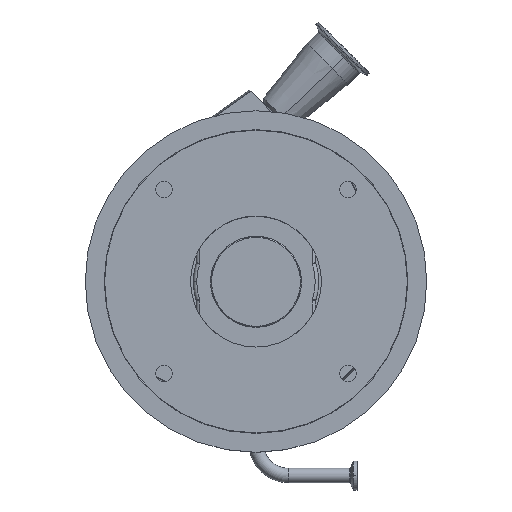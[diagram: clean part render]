
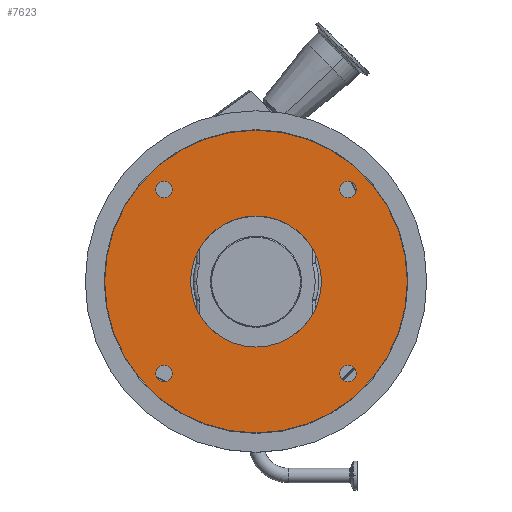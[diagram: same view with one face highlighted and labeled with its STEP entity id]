
A CAD part, top view. The second image highlights one B-rep face of the part: STEP entity #7623.
In plain terms, the highlighted planar face has unit normal (0, 0, 1).
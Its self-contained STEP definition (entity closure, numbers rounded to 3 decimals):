
#173 = CARTESIAN_POINT ( 'NONE',  ( -80.822, -80.822, -9. ) ) ;
#196 = CARTESIAN_POINT ( 'NONE',  ( -88.072, -80.822, -9. ) ) ;
#268 = CARTESIAN_POINT ( 'NONE',  ( -132.95, 0., -9. ) ) ;
#332 = VERTEX_POINT ( 'NONE', #11462 ) ;
#364 = EDGE_LOOP ( 'NONE', ( #6652, #10332 ) ) ;
#458 = CARTESIAN_POINT ( 'NONE',  ( -80.822, 80.822, -9. ) ) ;
#578 = VERTEX_POINT ( 'NONE', #10221 ) ;
#766 = CARTESIAN_POINT ( 'NONE',  ( 132.95, 0., -9. ) ) ;
#939 = ORIENTED_EDGE ( 'NONE', *, *, #12568, .T. ) ;
#1021 = CARTESIAN_POINT ( 'NONE',  ( -57.5, 0., -9. ) ) ;
#1040 = EDGE_CURVE ( 'NONE', #5846, #7866, #1454, .T. ) ;
#1068 = EDGE_CURVE ( 'NONE', #7866, #5846, #10099, .T. ) ;
#1253 = CIRCLE ( 'NONE', #9687, 7.25 ) ;
#1404 = CARTESIAN_POINT ( 'NONE',  ( 0., 0., -9. ) ) ;
#1408 = CARTESIAN_POINT ( 'NONE',  ( -73.572, 80.822, -9. ) ) ;
#1412 = DIRECTION ( 'NONE',  ( 0., 0., 1. ) ) ;
#1454 = CIRCLE ( 'NONE', #12265, 7.25 ) ;
#1466 = DIRECTION ( 'NONE',  ( 0., 0., 1. ) ) ;
#1477 = CARTESIAN_POINT ( 'NONE',  ( 80.822, 80.822, -9. ) ) ;
#1479 = VERTEX_POINT ( 'NONE', #2169 ) ;
#2059 = VERTEX_POINT ( 'NONE', #7328 ) ;
#2073 = EDGE_CURVE ( 'NONE', #2059, #10380, #5173, .T. ) ;
#2121 = EDGE_CURVE ( 'NONE', #578, #5033, #12079, .T. ) ;
#2151 = EDGE_LOOP ( 'NONE', ( #4490, #9634 ) ) ;
#2169 = CARTESIAN_POINT ( 'NONE',  ( 88.072, -80.822, -9. ) ) ;
#2342 = AXIS2_PLACEMENT_3D ( 'NONE', #7707, #10760, #11923 ) ;
#2486 = DIRECTION ( 'NONE',  ( 1., 0., 0. ) ) ;
#2609 = FACE_OUTER_BOUND ( 'NONE', #7363, .T. ) ;
#2615 = AXIS2_PLACEMENT_3D ( 'NONE', #9714, #2670, #6654 ) ;
#2670 = DIRECTION ( 'NONE',  ( 0., 0., 1. ) ) ;
#2728 = DIRECTION ( 'NONE',  ( 1., 0., 0. ) ) ;
#2790 = AXIS2_PLACEMENT_3D ( 'NONE', #6632, #4618, #3518 ) ;
#3163 = EDGE_CURVE ( 'NONE', #5033, #578, #1253, .T. ) ;
#3166 = CARTESIAN_POINT ( 'NONE',  ( 73.572, -80.822, -9. ) ) ;
#3295 = AXIS2_PLACEMENT_3D ( 'NONE', #6727, #11313, #4951 ) ;
#3357 = DIRECTION ( 'NONE',  ( 1., 0., 0. ) ) ;
#3416 = DIRECTION ( 'NONE',  ( 0., 0., 1. ) ) ;
#3454 = ORIENTED_EDGE ( 'NONE', *, *, #4998, .F. ) ;
#3518 = DIRECTION ( 'NONE',  ( 1., 0., 0. ) ) ;
#3557 = DIRECTION ( 'NONE',  ( 1., 0., 0. ) ) ;
#3620 = FACE_BOUND ( 'NONE', #11066, .T. ) ;
#3733 = CARTESIAN_POINT ( 'NONE',  ( 0., 0., -9. ) ) ;
#4070 = VERTEX_POINT ( 'NONE', #3166 ) ;
#4484 = CIRCLE ( 'NONE', #7940, 57.5 ) ;
#4490 = ORIENTED_EDGE ( 'NONE', *, *, #2073, .F. ) ;
#4592 = PLANE ( 'NONE',  #11194 ) ;
#4618 = DIRECTION ( 'NONE',  ( 0., 0., 1. ) ) ;
#4834 = DIRECTION ( 'NONE',  ( 0., 0., 1. ) ) ;
#4951 = DIRECTION ( 'NONE',  ( 1., 0., 0. ) ) ;
#4980 = VERTEX_POINT ( 'NONE', #268 ) ;
#4998 = EDGE_CURVE ( 'NONE', #8143, #332, #6381, .T. ) ;
#5033 = VERTEX_POINT ( 'NONE', #196 ) ;
#5173 = CIRCLE ( 'NONE', #2790, 57.5 ) ;
#5665 = FACE_BOUND ( 'NONE', #2151, .T. ) ;
#5725 = AXIS2_PLACEMENT_3D ( 'NONE', #1477, #1412, #2486 ) ;
#5752 = DIRECTION ( 'NONE',  ( 1., 0., 0. ) ) ;
#5774 = AXIS2_PLACEMENT_3D ( 'NONE', #458, #8774, #3557 ) ;
#5846 = VERTEX_POINT ( 'NONE', #1408 ) ;
#5905 = ORIENTED_EDGE ( 'NONE', *, *, #12060, .T. ) ;
#6016 = CARTESIAN_POINT ( 'NONE',  ( 0., 0., -9. ) ) ;
#6313 = AXIS2_PLACEMENT_3D ( 'NONE', #6016, #10152, #5752 ) ;
#6329 = CIRCLE ( 'NONE', #3295, 7.25 ) ;
#6377 = ORIENTED_EDGE ( 'NONE', *, *, #10214, .F. ) ;
#6381 = CIRCLE ( 'NONE', #5725, 7.25 ) ;
#6632 = CARTESIAN_POINT ( 'NONE',  ( 0., 0., -9. ) ) ;
#6652 = ORIENTED_EDGE ( 'NONE', *, *, #1040, .F. ) ;
#6654 = DIRECTION ( 'NONE',  ( 1., 0., 0. ) ) ;
#6727 = CARTESIAN_POINT ( 'NONE',  ( 80.822, 80.822, -9. ) ) ;
#7272 = EDGE_CURVE ( 'NONE', #10380, #2059, #4484, .T. ) ;
#7328 = CARTESIAN_POINT ( 'NONE',  ( 57.5, 0., -9. ) ) ;
#7363 = EDGE_LOOP ( 'NONE', ( #5905, #939 ) ) ;
#7563 = CIRCLE ( 'NONE', #9297, 7.25 ) ;
#7600 = CIRCLE ( 'NONE', #6313, 132.95 ) ;
#7623 = ADVANCED_FACE ( 'NONE', ( #2609, #10733, #11700, #12901, #3620, #5665 ), #4592, .T. ) ;
#7707 = CARTESIAN_POINT ( 'NONE',  ( -80.822, -80.822, -9. ) ) ;
#7861 = DIRECTION ( 'NONE',  ( 0., 0., 1. ) ) ;
#7866 = VERTEX_POINT ( 'NONE', #11272 ) ;
#7940 = AXIS2_PLACEMENT_3D ( 'NONE', #12043, #12306, #8110 ) ;
#8105 = VERTEX_POINT ( 'NONE', #766 ) ;
#8110 = DIRECTION ( 'NONE',  ( 1., 0., 0. ) ) ;
#8143 = VERTEX_POINT ( 'NONE', #10926 ) ;
#8460 = CIRCLE ( 'NONE', #2615, 7.25 ) ;
#8754 = ORIENTED_EDGE ( 'NONE', *, *, #11192, .F. ) ;
#8774 = DIRECTION ( 'NONE',  ( 0., 0., 1. ) ) ;
#9018 = DIRECTION ( 'NONE',  ( 1., 0., 0. ) ) ;
#9105 = EDGE_CURVE ( 'NONE', #1479, #4070, #7563, .T. ) ;
#9297 = AXIS2_PLACEMENT_3D ( 'NONE', #9975, #4834, #9018 ) ;
#9634 = ORIENTED_EDGE ( 'NONE', *, *, #7272, .F. ) ;
#9687 = AXIS2_PLACEMENT_3D ( 'NONE', #173, #3416, #12771 ) ;
#9714 = CARTESIAN_POINT ( 'NONE',  ( 80.822, -80.822, -9. ) ) ;
#9975 = CARTESIAN_POINT ( 'NONE',  ( 80.822, -80.822, -9. ) ) ;
#10099 = CIRCLE ( 'NONE', #5774, 7.25 ) ;
#10152 = DIRECTION ( 'NONE',  ( 0., 0., 1. ) ) ;
#10214 = EDGE_CURVE ( 'NONE', #4070, #1479, #8460, .T. ) ;
#10221 = CARTESIAN_POINT ( 'NONE',  ( -73.572, -80.822, -9. ) ) ;
#10332 = ORIENTED_EDGE ( 'NONE', *, *, #1068, .F. ) ;
#10380 = VERTEX_POINT ( 'NONE', #1021 ) ;
#10733 = FACE_BOUND ( 'NONE', #364, .T. ) ;
#10760 = DIRECTION ( 'NONE',  ( 0., 0., 1. ) ) ;
#10926 = CARTESIAN_POINT ( 'NONE',  ( 88.072, 80.822, -9. ) ) ;
#10949 = EDGE_LOOP ( 'NONE', ( #11179, #11266 ) ) ;
#11066 = EDGE_LOOP ( 'NONE', ( #3454, #8754 ) ) ;
#11179 = ORIENTED_EDGE ( 'NONE', *, *, #2121, .F. ) ;
#11192 = EDGE_CURVE ( 'NONE', #332, #8143, #6329, .T. ) ;
#11194 = AXIS2_PLACEMENT_3D ( 'NONE', #1404, #11824, #3357 ) ;
#11266 = ORIENTED_EDGE ( 'NONE', *, *, #3163, .F. ) ;
#11272 = CARTESIAN_POINT ( 'NONE',  ( -88.072, 80.822, -9. ) ) ;
#11313 = DIRECTION ( 'NONE',  ( 0., 0., 1. ) ) ;
#11462 = CARTESIAN_POINT ( 'NONE',  ( 73.572, 80.822, -9. ) ) ;
#11700 = FACE_BOUND ( 'NONE', #10949, .T. ) ;
#11824 = DIRECTION ( 'NONE',  ( 0., 0., 1. ) ) ;
#11923 = DIRECTION ( 'NONE',  ( 1., 0., 0. ) ) ;
#11954 = AXIS2_PLACEMENT_3D ( 'NONE', #3733, #7861, #2728 ) ;
#12043 = CARTESIAN_POINT ( 'NONE',  ( 0., 0., -9. ) ) ;
#12060 = EDGE_CURVE ( 'NONE', #8105, #4980, #7600, .T. ) ;
#12079 = CIRCLE ( 'NONE', #2342, 7.25 ) ;
#12164 = CIRCLE ( 'NONE', #11954, 132.95 ) ;
#12265 = AXIS2_PLACEMENT_3D ( 'NONE', #12704, #1466, #12776 ) ;
#12306 = DIRECTION ( 'NONE',  ( 0., 0., 1. ) ) ;
#12481 = EDGE_LOOP ( 'NONE', ( #12997, #6377 ) ) ;
#12568 = EDGE_CURVE ( 'NONE', #4980, #8105, #12164, .T. ) ;
#12704 = CARTESIAN_POINT ( 'NONE',  ( -80.822, 80.822, -9. ) ) ;
#12771 = DIRECTION ( 'NONE',  ( 1., 0., 0. ) ) ;
#12776 = DIRECTION ( 'NONE',  ( 1., 0., 0. ) ) ;
#12901 = FACE_BOUND ( 'NONE', #12481, .T. ) ;
#12997 = ORIENTED_EDGE ( 'NONE', *, *, #9105, .F. ) ;
